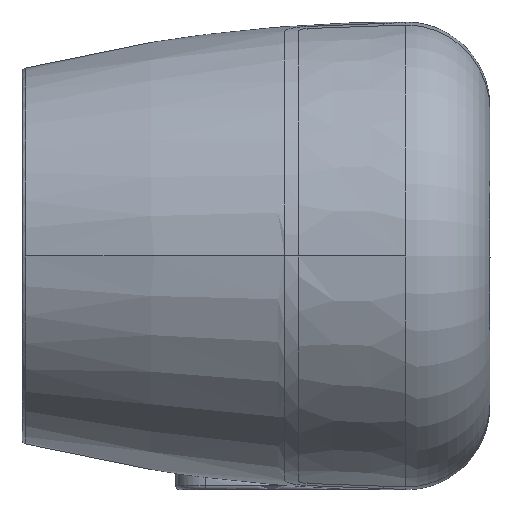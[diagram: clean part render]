
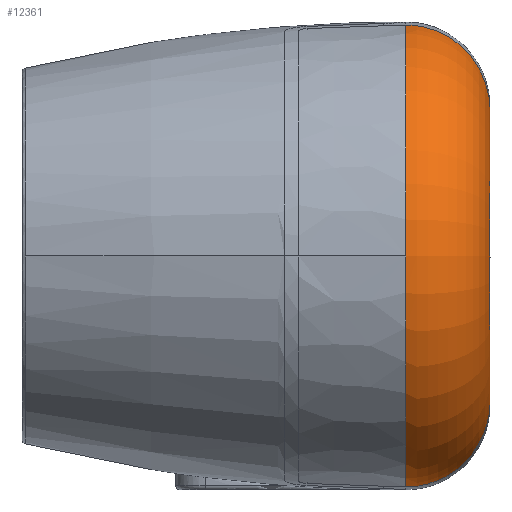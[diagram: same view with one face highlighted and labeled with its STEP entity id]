
A CAD part, left-side view. The second image highlights one B-rep face of the part: STEP entity #12361.
In plain terms, the highlighted toroidal (fillet/blend) face has major radius 8 mm and minor radius 4.5 mm.
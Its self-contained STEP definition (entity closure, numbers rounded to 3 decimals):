
#38 = CARTESIAN_POINT ( 'NONE',  ( -34.5, -4.5, -7.746 ) ) ;
#62 = ORIENTED_EDGE ( 'NONE', *, *, #15781, .T. ) ;
#141 = CARTESIAN_POINT ( 'NONE',  ( -34.5, -1.465, -12.101 ) ) ;
#466 = CARTESIAN_POINT ( 'NONE',  ( -34.5, -4.057, -9.766 ) ) ;
#895 = B_SPLINE_CURVE_WITH_KNOTS ( 'NONE', 3,
 ( #3475, #6785, #1749, #11629, #141, #8605, #11731, #5383, #1644, #15163, #19658, #11523, #466, #13338, #18273, #14739, #13234, #38 ),
 .UNSPECIFIED., .F., .F.,
 ( 4, 2, 2, 2, 2, 2, 2, 2, 4 ),
 ( 0.025, 0.026, 0.027, 0.028, 0.029, 0.03, 0.03, 0.031, 0.032 ),
 .UNSPECIFIED. ) ;
#915 = CARTESIAN_POINT ( 'NONE',  ( -34.5, -4.277, 9.214 ) ) ;
#1024 = CARTESIAN_POINT ( 'NONE',  ( -34.5, -0.596, 12.309 ) ) ;
#1178 = AXIS2_PLACEMENT_3D ( 'NONE', #11391, #6553, #14915 ) ;
#1445 = DIRECTION ( 'NONE',  ( 0., 0., 1. ) ) ;
#1618 = FACE_OUTER_BOUND ( 'NONE', #2510, .T. ) ;
#1644 = CARTESIAN_POINT ( 'NONE',  ( -34.5, -2.996, -11.194 ) ) ;
#1749 = CARTESIAN_POINT ( 'NONE',  ( -34.5, -0.592, -12.309 ) ) ;
#2192 = ORIENTED_EDGE ( 'NONE', *, *, #16080, .F. ) ;
#2510 = EDGE_LOOP ( 'NONE', ( #15195, #10961, #12278, #62, #2192 ) ) ;
#2933 = DIRECTION ( 'NONE',  ( 0., 0., 1. ) ) ;
#3475 = CARTESIAN_POINT ( 'NONE',  ( -34.5, 0., -12.339 ) ) ;
#4031 = CARTESIAN_POINT ( 'NONE',  ( -34.5, -4.361, 8.927 ) ) ;
#4243 = CARTESIAN_POINT ( 'NONE',  ( -34.5, -4.473, 8.337 ) ) ;
#5226 = CIRCLE ( 'NONE', #5570, 12.5 ) ;
#5383 = CARTESIAN_POINT ( 'NONE',  ( -34.5, -2.768, -11.386 ) ) ;
#5570 = AXIS2_PLACEMENT_3D ( 'NONE', #14531, #20845, #1445 ) ;
#5943 = CARTESIAN_POINT ( 'NONE',  ( -34.5, -2.015, 11.867 ) ) ;
#6033 = DIRECTION ( 'NONE',  ( 0., 0., 1. ) ) ;
#6087 = EDGE_CURVE ( 'NONE', #9334, #17936, #18900, .T. ) ;
#6553 = DIRECTION ( 'NONE',  ( 0., 1., 0. ) ) ;
#6785 = CARTESIAN_POINT ( 'NONE',  ( -34.5, -0.297, -12.339 ) ) ;
#7140 = CARTESIAN_POINT ( 'NONE',  ( -34.5, -1.178, 12.19 ) ) ;
#7235 = AXIS2_PLACEMENT_3D ( 'NONE', #17634, #9697, #2933 ) ;
#7387 = EDGE_CURVE ( 'NONE', #9334, #10785, #895, .T. ) ;
#7453 = CARTESIAN_POINT ( 'NONE',  ( -34.5, -2.275, 11.725 ) ) ;
#8087 = CARTESIAN_POINT ( 'NONE',  ( -32.5, -4.5, 0. ) ) ;
#8605 = CARTESIAN_POINT ( 'NONE',  ( -34.5, -2.011, -11.869 ) ) ;
#8643 = CARTESIAN_POINT ( 'NONE',  ( -34.5, -4.5, 7.746 ) ) ;
#8734 = TOROIDAL_SURFACE ( 'NONE', #1178, 8., 4.5 ) ;
#9064 = CARTESIAN_POINT ( 'NONE',  ( -34.5, -1.467, 12.1 ) ) ;
#9169 = CARTESIAN_POINT ( 'NONE',  ( -34.5, -3.921, 10.03 ) ) ;
#9334 = VERTEX_POINT ( 'NONE', #17483 ) ;
#9367 = B_SPLINE_CURVE_WITH_KNOTS ( 'NONE', 3,
 ( #8643, #15201, #4243, #4031, #915, #16914, #9169, #10783, #17018, #15511, #14000, #7453, #5943, #9064, #7140, #1024, #10678, #20634 ),
 .UNSPECIFIED., .F., .F.,
 ( 4, 2, 2, 2, 2, 2, 2, 2, 4 ),
 ( 0.005, 0.006, 0.007, 0.008, 0.009, 0.01, 0.011, 0.012, 0.013 ),
 .UNSPECIFIED. ) ;
#9697 = DIRECTION ( 'NONE',  ( 0., 1., 0. ) ) ;
#10678 = CARTESIAN_POINT ( 'NONE',  ( -34.5, -0.3, 12.339 ) ) ;
#10783 = CARTESIAN_POINT ( 'NONE',  ( -34.5, -3.596, 10.534 ) ) ;
#10785 = VERTEX_POINT ( 'NONE', #19093 ) ;
#10961 = ORIENTED_EDGE ( 'NONE', *, *, #7387, .T. ) ;
#11391 = CARTESIAN_POINT ( 'NONE',  ( -32.5, 0., 0. ) ) ;
#11443 = VERTEX_POINT ( 'NONE', #19889 ) ;
#11523 = CARTESIAN_POINT ( 'NONE',  ( -34.5, -3.92, -10.032 ) ) ;
#11629 = CARTESIAN_POINT ( 'NONE',  ( -34.5, -1.178, -12.19 ) ) ;
#11731 = CARTESIAN_POINT ( 'NONE',  ( -34.5, -2.274, -11.725 ) ) ;
#11820 = EDGE_CURVE ( 'NONE', #13331, #10785, #13248, .T. ) ;
#12278 = ORIENTED_EDGE ( 'NONE', *, *, #11820, .F. ) ;
#12361 = ADVANCED_FACE ( 'NONE', ( #1618 ), #8734, .T. ) ;
#13234 = CARTESIAN_POINT ( 'NONE',  ( -34.5, -4.5, -8.043 ) ) ;
#13248 = CIRCLE ( 'NONE', #19753, 8. ) ;
#13331 = VERTEX_POINT ( 'NONE', #16002 ) ;
#13338 = CARTESIAN_POINT ( 'NONE',  ( -34.5, -4.278, -9.211 ) ) ;
#14000 = CARTESIAN_POINT ( 'NONE',  ( -34.5, -2.766, 11.387 ) ) ;
#14531 = CARTESIAN_POINT ( 'NONE',  ( -32.5, 0., 0. ) ) ;
#14739 = CARTESIAN_POINT ( 'NONE',  ( -34.5, -4.472, -8.344 ) ) ;
#14915 = DIRECTION ( 'NONE',  ( 0., 0., 1. ) ) ;
#15163 = CARTESIAN_POINT ( 'NONE',  ( -34.5, -3.414, -10.763 ) ) ;
#15195 = ORIENTED_EDGE ( 'NONE', *, *, #6087, .F. ) ;
#15201 = CARTESIAN_POINT ( 'NONE',  ( -34.5, -4.5, 8.042 ) ) ;
#15511 = CARTESIAN_POINT ( 'NONE',  ( -34.5, -2.998, 11.192 ) ) ;
#15781 = EDGE_CURVE ( 'NONE', #13331, #11443, #9367, .T. ) ;
#15819 = DIRECTION ( 'NONE',  ( 0., -1., 0. ) ) ;
#16002 = CARTESIAN_POINT ( 'NONE',  ( -34.5, -4.5, 7.746 ) ) ;
#16080 = EDGE_CURVE ( 'NONE', #17936, #11443, #5226, .T. ) ;
#16914 = CARTESIAN_POINT ( 'NONE',  ( -34.5, -4.058, 9.764 ) ) ;
#17018 = CARTESIAN_POINT ( 'NONE',  ( -34.5, -3.411, 10.766 ) ) ;
#17483 = CARTESIAN_POINT ( 'NONE',  ( -34.5, 0., -12.339 ) ) ;
#17634 = CARTESIAN_POINT ( 'NONE',  ( -32.5, 0., 0. ) ) ;
#17638 = CARTESIAN_POINT ( 'NONE',  ( -45., 0., 0. ) ) ;
#17936 = VERTEX_POINT ( 'NONE', #17638 ) ;
#18273 = CARTESIAN_POINT ( 'NONE',  ( -34.5, -4.361, -8.927 ) ) ;
#18900 = CIRCLE ( 'NONE', #7235, 12.5 ) ;
#19093 = CARTESIAN_POINT ( 'NONE',  ( -34.5, -4.5, -7.746 ) ) ;
#19658 = CARTESIAN_POINT ( 'NONE',  ( -34.5, -3.599, -10.529 ) ) ;
#19753 = AXIS2_PLACEMENT_3D ( 'NONE', #8087, #15819, #6033 ) ;
#19889 = CARTESIAN_POINT ( 'NONE',  ( -34.5, 0., 12.339 ) ) ;
#20634 = CARTESIAN_POINT ( 'NONE',  ( -34.5, 0., 12.339 ) ) ;
#20845 = DIRECTION ( 'NONE',  ( 0., 1., 0. ) ) ;
